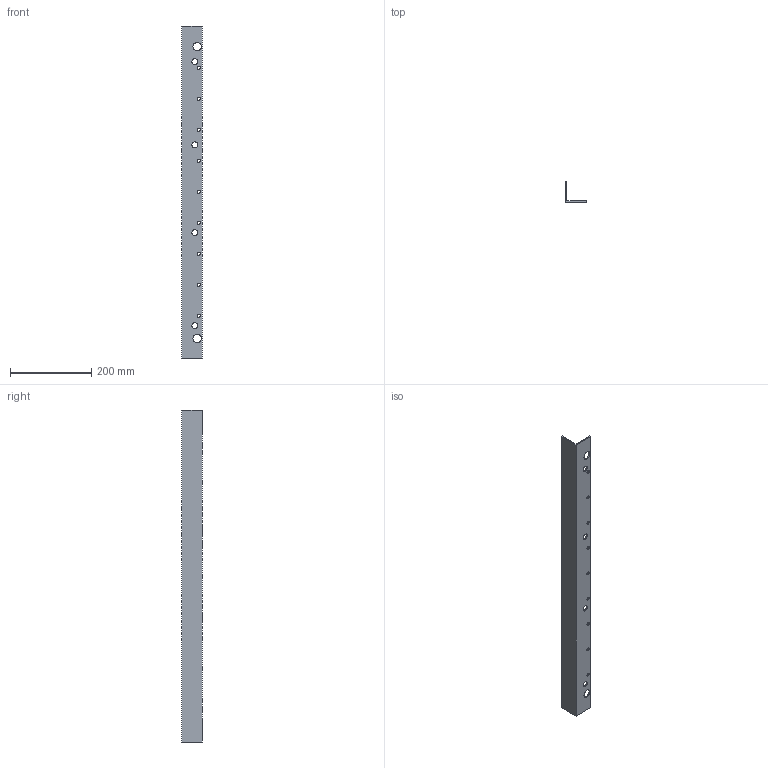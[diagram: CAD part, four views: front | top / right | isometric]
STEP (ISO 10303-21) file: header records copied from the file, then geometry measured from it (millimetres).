
FILE_DESCRIPTION(/* description */ (''),/* implementation_level */ '2;1');
FILE_NAME(/* name */ 'GE-17356-1_10.stp',/* time_stamp */ '2017-01-08T14:13:48-05:00',/* author */ ('jeff1'),/* organization */ (''),/* preprocessor_version */ 'ST-DEVELOPER v16.5',/* originating_system */ 'Autodesk Inventor 2017',/* authorisation */ '');
FILE_SCHEMA (('AUTOMOTIVE_DESIGN { 1 0 10303 214 3 1 1 }'));
Length unit declared in the file: inch
Products named in the file (1): GE-17356-1_10
Bounding box: 50.8 x 50.8 x 815.98 mm (x, y, z)
Volume: 249413.8 mm3; surface area: 164612.3 mm2
Topology: 1 solids, 1 shells, 23 faces, 63 edges, 42 vertices
Faces by surface type: cylinder 15, plane 8
Full cylindrical faces by diameter (mm): 7.938 x9, 14.3 x4, 20.637 x2
Entity records: 764 total; most frequent: DIRECTION 126, CARTESIAN_POINT 114, ORIENTED_EDGE 96, EDGE_LOOP 68, AXIS2_PLACEMENT_3D 54, EDGE_CURVE 48, FACE_BOUND 45, VERTEX_POINT 42
